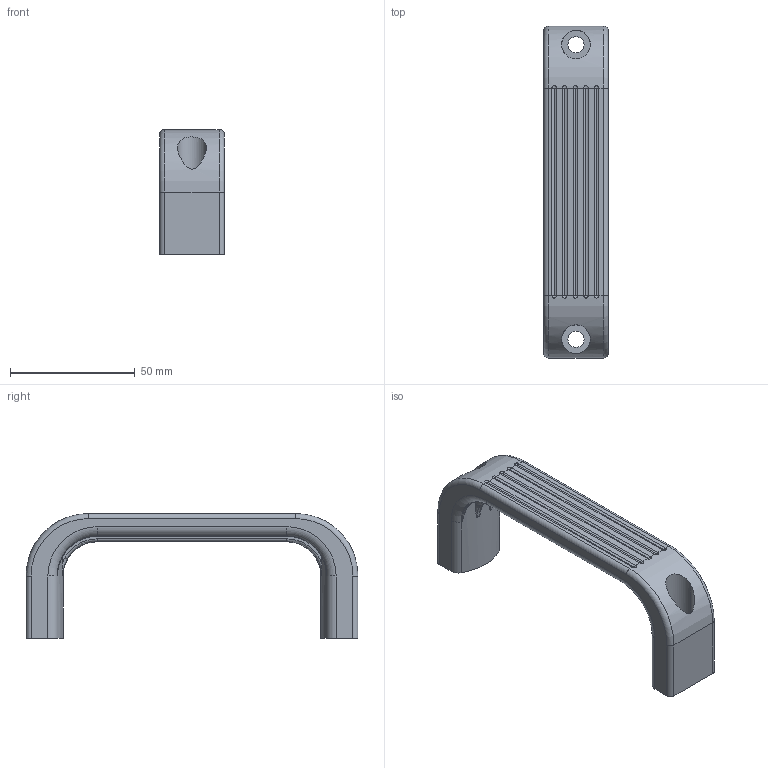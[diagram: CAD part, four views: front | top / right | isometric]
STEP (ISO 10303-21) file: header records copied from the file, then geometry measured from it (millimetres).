
FILE_DESCRIPTION (( 'STEP AP214' ), '1' );
FILE_NAME ('092308s01.STEP', '2013-03-18T08:55:34', ( '' ), ( '' ), 'SwSTEP 2.0', 'SolidWorks 2012', '' );
FILE_SCHEMA (( 'AUTOMOTIVE_DESIGN' ));
Length unit declared in the file: millimetre
Products named in the file (1): 092308s01
Bounding box: 26 x 133 x 50 mm (x, y, z)
Volume: 39064.1 mm3; surface area: 23280.7 mm2
Topology: 1 solids, 1 shells, 157 faces, 393 edges, 244 vertices
Faces by surface type: cylinder 74, torus 44, plane 39
Entity records: 5161 total; most frequent: CARTESIAN_POINT 1265, DIRECTION 875, ORIENTED_EDGE 786, EDGE_CURVE 393, AXIS2_PLACEMENT_3D 356, VERTEX_POINT 244, CIRCLE 198, EDGE_LOOP 167
